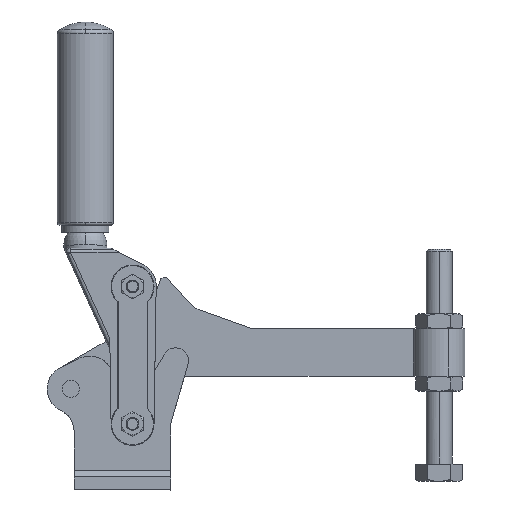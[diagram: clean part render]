
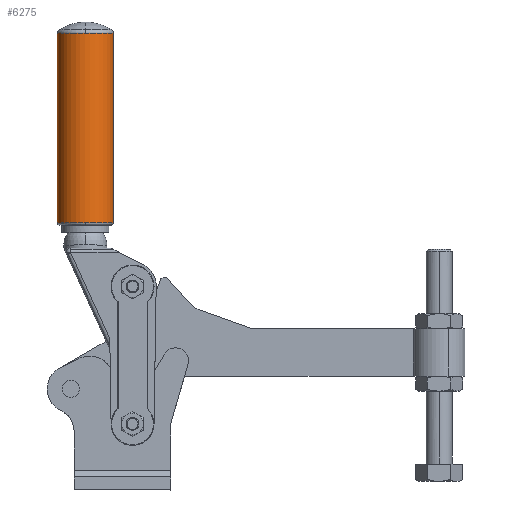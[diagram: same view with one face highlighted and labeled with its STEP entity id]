
A CAD part, top view. The second image highlights one B-rep face of the part: STEP entity #6275.
In plain terms, the highlighted cylindrical face has radius 13 mm (diameter 26 mm), a partial arc.
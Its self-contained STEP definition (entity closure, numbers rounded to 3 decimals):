
#6163=AXIS2_PLACEMENT_3D('Circle Axis2P3D',#6161,#6162,$) ;
#6208=AXIS2_PLACEMENT_3D('Circle Axis2P3D',#6206,#6207,$) ;
#6239=AXIS2_PLACEMENT_3D('Cylinder Axis2P3D',#6236,#6237,#6238) ;
#6250=AXIS2_PLACEMENT_3D('Circle Axis2P3D',#6248,#6249,$) ;
#6257=AXIS2_PLACEMENT_3D('Circle Axis2P3D',#6255,#6256,$) ;
#6158=CARTESIAN_POINT('Vertex',(-163.603,217.707,13.)) ;
#6161=CARTESIAN_POINT('Axis2P3D Location',(-163.603,217.707,0.)) ;
#6165=CARTESIAN_POINT('Vertex',(-150.603,217.707,0.)) ;
#6203=CARTESIAN_POINT('Vertex',(-176.603,217.707,0.)) ;
#6206=CARTESIAN_POINT('Axis2P3D Location',(-163.603,217.707,0.)) ;
#6236=CARTESIAN_POINT('Axis2P3D Location',(-163.603,171.195,0.)) ;
#6241=CARTESIAN_POINT('Line Origine',(-176.603,171.195,0.)) ;
#6245=CARTESIAN_POINT('Vertex',(-176.603,129.344,0.)) ;
#6248=CARTESIAN_POINT('Axis2P3D Location',(-163.603,129.344,0.)) ;
#6252=CARTESIAN_POINT('Vertex',(-163.603,129.344,13.)) ;
#6255=CARTESIAN_POINT('Axis2P3D Location',(-163.603,129.344,0.)) ;
#6259=CARTESIAN_POINT('Vertex',(-150.603,129.344,0.)) ;
#6262=CARTESIAN_POINT('Line Origine',(-150.603,171.195,0.)) ;
#6162=DIRECTION('Axis2P3D Direction',(0.,-1.,0.)) ;
#6207=DIRECTION('Axis2P3D Direction',(0.,-1.,0.)) ;
#6237=DIRECTION('Axis2P3D Direction',(0.,-1.,0.)) ;
#6238=DIRECTION('Axis2P3D XDirection',(1.,0.,0.)) ;
#6242=DIRECTION('Vector Direction',(0.,-1.,0.)) ;
#6249=DIRECTION('Axis2P3D Direction',(0.,-1.,0.)) ;
#6256=DIRECTION('Axis2P3D Direction',(0.,-1.,0.)) ;
#6263=DIRECTION('Vector Direction',(0.,-1.,0.)) ;
#6243=VECTOR('Line Direction',#6242,1.) ;
#6264=VECTOR('Line Direction',#6263,1.) ;
#6268=ORIENTED_EDGE('',*,*,#6247,.T.) ;
#6269=ORIENTED_EDGE('',*,*,#6254,.F.) ;
#6270=ORIENTED_EDGE('',*,*,#6261,.F.) ;
#6271=ORIENTED_EDGE('',*,*,#6266,.T.) ;
#6272=ORIENTED_EDGE('',*,*,#6167,.T.) ;
#6273=ORIENTED_EDGE('',*,*,#6210,.T.) ;
#6275=ADVANCED_FACE('PartBody',(#6274),#6240,.T.) ;
#6164=CIRCLE('generated circle',#6163,13.) ;
#6209=CIRCLE('generated circle',#6208,13.) ;
#6251=CIRCLE('generated circle',#6250,13.) ;
#6258=CIRCLE('generated circle',#6257,13.) ;
#6240=CYLINDRICAL_SURFACE('generated cylinder',#6239,13.) ;
#6167=EDGE_CURVE('',#6166,#6159,#6164,.T.) ;
#6210=EDGE_CURVE('',#6159,#6204,#6209,.T.) ;
#6247=EDGE_CURVE('',#6204,#6246,#6244,.T.) ;
#6254=EDGE_CURVE('',#6253,#6246,#6251,.T.) ;
#6261=EDGE_CURVE('',#6260,#6253,#6258,.T.) ;
#6266=EDGE_CURVE('',#6260,#6166,#6265,.F.) ;
#6267=EDGE_LOOP('',(#6268,#6269,#6270,#6271,#6272,#6273)) ;
#6274=FACE_OUTER_BOUND('',#6267,.T.) ;
#6244=LINE('Line',#6241,#6243) ;
#6265=LINE('Line',#6262,#6264) ;
#6159=VERTEX_POINT('',#6158) ;
#6166=VERTEX_POINT('',#6165) ;
#6204=VERTEX_POINT('',#6203) ;
#6246=VERTEX_POINT('',#6245) ;
#6253=VERTEX_POINT('',#6252) ;
#6260=VERTEX_POINT('',#6259) ;
